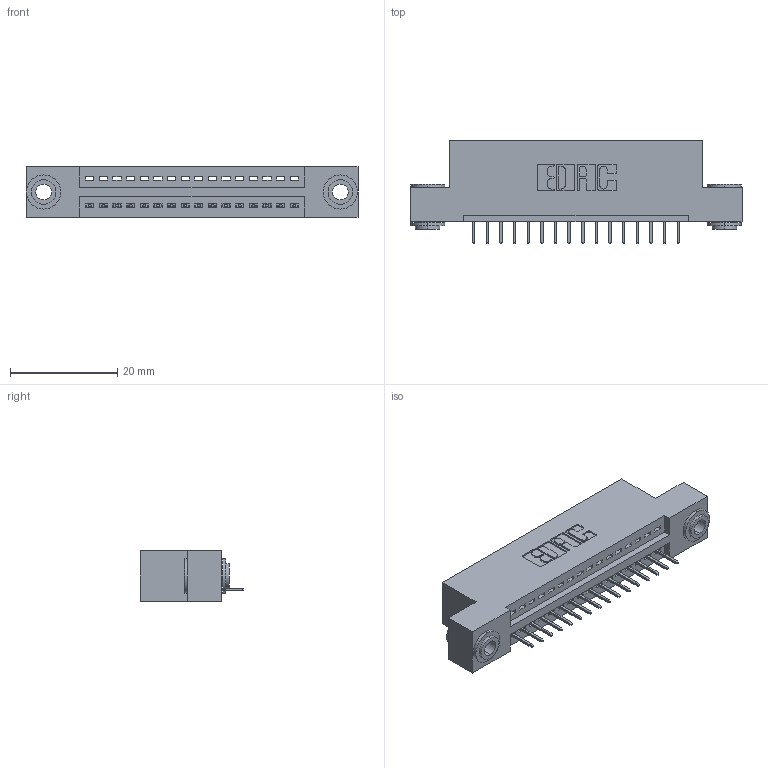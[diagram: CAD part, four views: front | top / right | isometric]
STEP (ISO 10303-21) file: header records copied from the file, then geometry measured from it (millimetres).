
FILE_DESCRIPTION (( 'STEP AP203' ), '1' );
FILE_NAME ('345-016-524-103.STEP', '2018-08-18T22:40:07', ( '' ), ( '' ), 'SwSTEP 2.0', 'SolidWorks 2016', '' );
FILE_SCHEMA (( 'CONFIG_CONTROL_DESIGN' ));
Length unit declared in the file: inch
Products named in the file (4): 345-016-524-103; 345 Part_Flush Mounting Lugs - 0.156 Dia-TH; 345-292-001_345-293-124; 345-250-002_345-250-002-102
Assembly tree (19 placements, depth 2):
  345-016-524-103
    345 Part_Flush Mounting Lugs - 0.156 Dia-TH
    345-292-001_345-293-124  x16
    345-250-002_345-250-002-102  x2
Bounding box: 61.85 x 19.35 x 9.4 mm (x, y, z)
Volume: 5617.7 mm3; surface area: 7124.4 mm2
Topology: 19 solids, 19 shells, 1156 faces, 3297 edges, 2130 vertices
Faces by surface type: plane 826, cylinder 322, cone 8
Entity records: 16266 total; most frequent: CARTESIAN_POINT 2795, ORIENTED_EDGE 2738, DIRECTION 2511, EDGE_CURVE 1369, VECTOR 1153, LINE 1153, VERTEX_POINT 906, AXIS2_PLACEMENT_3D 679
